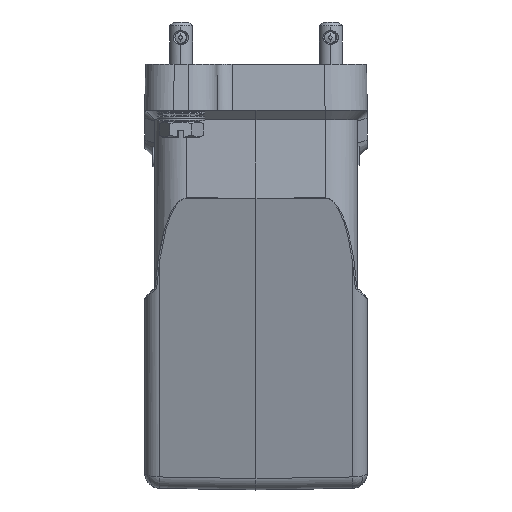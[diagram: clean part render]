
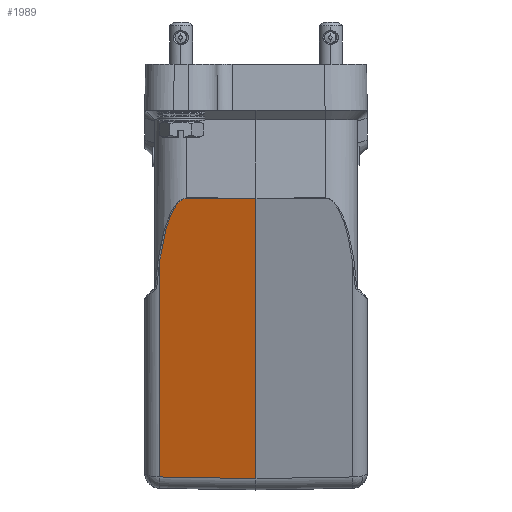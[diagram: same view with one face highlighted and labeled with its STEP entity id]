
A CAD part, left-side view. The second image highlights one B-rep face of the part: STEP entity #1989.
In plain terms, the highlighted planar face has unit normal (-0.966, 0.018, -0.259).
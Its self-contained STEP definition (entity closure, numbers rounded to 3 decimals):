
#1146=FACE_OUTER_BOUND('',#3649,.T.);
#1989=ADVANCED_FACE('NONE',(#1146),#2524,.F.);
#2524=PLANE('',#15042);
#3649=EDGE_LOOP('',(#9123,#9124,#9125,#9126,#9127));
#4688=LINE('',#30041,#5692);
#4727=LINE('',#30608,#5731);
#4728=LINE('',#30611,#5732);
#4729=LINE('',#30612,#5733);
#5692=VECTOR('',#17836,1.);
#5731=VECTOR('',#17945,1.);
#5732=VECTOR('',#17946,1.);
#5733=VECTOR('',#17947,1.);
#9123=ORIENTED_EDGE('',*,*,#13187,.F.);
#9124=ORIENTED_EDGE('',*,*,#13188,.F.);
#9125=ORIENTED_EDGE('',*,*,#13114,.F.);
#9126=ORIENTED_EDGE('',*,*,#13109,.F.);
#9127=ORIENTED_EDGE('',*,*,#13189,.F.);
#11176=VERTEX_POINT('',#29882);
#11177=VERTEX_POINT('',#29887);
#11180=VERTEX_POINT('',#30042);
#11222=VERTEX_POINT('',#30609);
#11223=VERTEX_POINT('',#30610);
#13109=EDGE_CURVE('NONE',#11177,#11176,#13988,.T.);
#13114=EDGE_CURVE('NONE',#11176,#11180,#4688,.T.);
#13187=EDGE_CURVE('NONE',#11222,#11223,#4727,.T.);
#13188=EDGE_CURVE('NONE',#11180,#11222,#4728,.T.);
#13189=EDGE_CURVE('NONE',#11223,#11177,#4729,.T.);
#13988=B_SPLINE_CURVE_WITH_KNOTS('',3,(#29888,#29889,#29890,#29891,#29892,
#29893,#29894,#29895,#29896,#29897,#29898,#29899,#29900,#29901,#29902,#29903,
#29904,#29905,#29906,#29907),.UNSPECIFIED.,.F.,.F.,(4,2,2,2,2,2,2,2,2,4),
(0.,0.25,0.5,0.625,0.75,0.813,0.875,0.938,0.969,1.),.UNSPECIFIED.);
#15042=AXIS2_PLACEMENT_3D('',#30613,#17948,#17949);
#17836=DIRECTION('',(-0.017,-1.,-0.002));
#17945=DIRECTION('',(0.013,1.,0.017));
#17946=DIRECTION('',(0.259,0.,-0.966));
#17947=DIRECTION('',(-0.259,0.,0.966));
#17948=DIRECTION('',(0.966,-0.017,0.259));
#17949=DIRECTION('',(0.259,0.,-0.966));
#29882=CARTESIAN_POINT('',(-74.668,18.048,-23.022));
#29887=CARTESIAN_POINT('',(-70.235,25.07,-39.091));
#29888=CARTESIAN_POINT('',(-70.235,25.07,-39.091));
#29889=CARTESIAN_POINT('',(-70.646,24.866,-37.573));
#29890=CARTESIAN_POINT('',(-71.055,24.619,-36.062));
#29891=CARTESIAN_POINT('',(-71.87,24.009,-33.061));
#29892=CARTESIAN_POINT('',(-72.276,23.647,-31.571));
#29893=CARTESIAN_POINT('',(-72.876,22.965,-29.377));
#29894=CARTESIAN_POINT('',(-73.075,22.714,-28.653));
#29895=CARTESIAN_POINT('',(-73.466,22.142,-27.232));
#29896=CARTESIAN_POINT('',(-73.659,21.823,-26.533));
#29897=CARTESIAN_POINT('',(-73.938,21.258,-25.531));
#29898=CARTESIAN_POINT('',(-74.029,21.054,-25.205));
#29899=CARTESIAN_POINT('',(-74.204,20.607,-24.58));
#29900=CARTESIAN_POINT('',(-74.289,20.363,-24.281));
#29901=CARTESIAN_POINT('',(-74.444,19.815,-23.739));
#29902=CARTESIAN_POINT('',(-74.515,19.511,-23.494));
#29903=CARTESIAN_POINT('',(-74.597,18.996,-23.223));
#29904=CARTESIAN_POINT('',(-74.62,18.814,-23.149));
#29905=CARTESIAN_POINT('',(-74.654,18.439,-23.048));
#29906=CARTESIAN_POINT('',(-74.665,18.244,-23.022));
#29907=CARTESIAN_POINT('',(-74.668,18.048,-23.022));
#30041=CARTESIAN_POINT('',(-74.662,18.396,-23.021));
#30042=CARTESIAN_POINT('',(-74.983,0.,-23.064));
#30608=CARTESIAN_POINT('',(-55.43,0.,-96.036));
#30609=CARTESIAN_POINT('',(-55.43,0.,-96.036));
#30610=CARTESIAN_POINT('',(-55.094,25.07,-95.598));
#30611=CARTESIAN_POINT('',(-54.636,0.,-99.));
#30612=CARTESIAN_POINT('',(-54.213,25.07,-98.887));
#30613=CARTESIAN_POINT('',(-54.636,0.,-99.));
